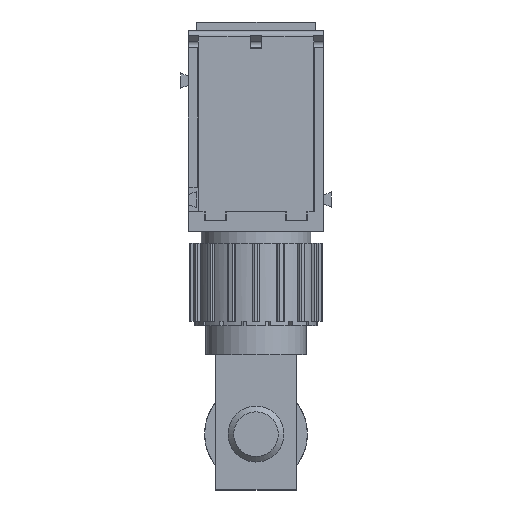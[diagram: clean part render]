
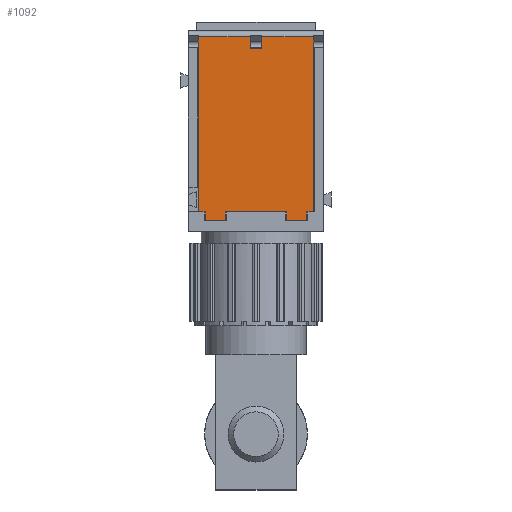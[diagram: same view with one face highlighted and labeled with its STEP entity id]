
A CAD part, front view. The second image highlights one B-rep face of the part: STEP entity #1092.
In plain terms, the highlighted planar face has unit normal (0, -1, 0).
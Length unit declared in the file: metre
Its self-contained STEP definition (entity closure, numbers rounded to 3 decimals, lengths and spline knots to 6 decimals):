
#1092=ADVANCED_FACE('',(#2278),#2279,.T.);
#2278=FACE_OUTER_BOUND('',#3547,.T.);
#2279=PLANE('',#3548);
#3547=EDGE_LOOP('',(#6974,#6975,#6976,#6977,#6978,#6979,#6980,#6981,#6982,#6983,#6984,#6985,#6986,#6987,#6988,#6989,#6990,#6991,#6992));
#3548=AXIS2_PLACEMENT_3D('',#6993,#6994,#6995);
#6974=ORIENTED_EDGE('',*,*,#7781,.T.);
#6975=ORIENTED_EDGE('',*,*,#9044,.T.);
#6976=ORIENTED_EDGE('',*,*,#9045,.T.);
#6977=ORIENTED_EDGE('',*,*,#9036,.T.);
#6978=ORIENTED_EDGE('',*,*,#9019,.F.);
#6979=ORIENTED_EDGE('',*,*,#9018,.F.);
#6980=ORIENTED_EDGE('',*,*,#9046,.F.);
#6981=ORIENTED_EDGE('',*,*,#9047,.T.);
#6982=ORIENTED_EDGE('',*,*,#9048,.F.);
#6983=ORIENTED_EDGE('',*,*,#9049,.F.);
#6984=ORIENTED_EDGE('',*,*,#7804,.F.);
#6985=ORIENTED_EDGE('',*,*,#9050,.T.);
#6986=ORIENTED_EDGE('',*,*,#7787,.F.);
#6987=ORIENTED_EDGE('',*,*,#7802,.F.);
#6988=ORIENTED_EDGE('',*,*,#9051,.F.);
#6989=ORIENTED_EDGE('',*,*,#9033,.T.);
#6990=ORIENTED_EDGE('',*,*,#9032,.T.);
#6991=ORIENTED_EDGE('',*,*,#9039,.T.);
#6992=ORIENTED_EDGE('',*,*,#9052,.F.);
#6993=CARTESIAN_POINT('',(-0.05375,-0.0075,-0.001901));
#6994=DIRECTION('',(0.,-1.0,0.));
#6995=DIRECTION('',(0.,0.,-1.0));
#7781=EDGE_CURVE('',#9379,#9377,#9380,.T.);
#7787=EDGE_CURVE('',#9388,#9383,#9390,.T.);
#7802=EDGE_CURVE('',#9415,#9388,#9417,.T.);
#7804=EDGE_CURVE('',#9419,#9420,#9421,.T.);
#9018=EDGE_CURVE('',#11248,#11250,#11251,.T.);
#9019=EDGE_CURVE('',#11250,#11252,#11253,.T.);
#9032=EDGE_CURVE('',#11268,#11266,#11269,.T.);
#9033=EDGE_CURVE('',#11270,#11268,#11271,.T.);
#9036=EDGE_CURVE('',#11274,#11252,#11275,.T.);
#9039=EDGE_CURVE('',#11266,#11277,#11279,.T.);
#9044=EDGE_CURVE('',#9377,#11284,#11285,.T.);
#9045=EDGE_CURVE('',#11284,#11274,#11286,.T.);
#9046=EDGE_CURVE('',#11287,#11248,#11288,.T.);
#9047=EDGE_CURVE('',#11287,#11289,#11290,.T.);
#9048=EDGE_CURVE('',#11291,#11289,#11292,.T.);
#9049=EDGE_CURVE('',#9420,#11291,#11293,.T.);
#9050=EDGE_CURVE('',#9419,#9383,#11294,.T.);
#9051=EDGE_CURVE('',#11270,#9415,#11295,.T.);
#9052=EDGE_CURVE('',#9379,#11277,#11296,.T.);
#9377=VERTEX_POINT('',#11792);
#9379=VERTEX_POINT('',#11795);
#9380=LINE('',#11796,#11797);
#9383=VERTEX_POINT('',#11801);
#9388=VERTEX_POINT('',#11808);
#9390=LINE('',#11811,#11812);
#9415=VERTEX_POINT('',#11846);
#9417=LINE('',#11849,#11850);
#9419=VERTEX_POINT('',#11852);
#9420=VERTEX_POINT('',#11853);
#9421=LINE('',#11854,#11855);
#11248=VERTEX_POINT('',#14368);
#11250=VERTEX_POINT('',#14371);
#11251=LINE('',#14372,#14373);
#11252=VERTEX_POINT('',#14374);
#11253=LINE('',#14375,#14376);
#11266=VERTEX_POINT('',#14395);
#11268=VERTEX_POINT('',#14397);
#11269=LINE('',#14398,#14399);
#11270=VERTEX_POINT('',#14400);
#11271=LINE('',#14401,#14402);
#11274=VERTEX_POINT('',#14406);
#11275=LINE('',#14407,#14408);
#11277=VERTEX_POINT('',#14410);
#11279=LINE('',#14412,#14413);
#11284=VERTEX_POINT('',#14420);
#11285=LINE('',#14421,#14422);
#11286=LINE('',#14423,#14424);
#11287=VERTEX_POINT('',#14425);
#11288=LINE('',#14426,#14427);
#11289=VERTEX_POINT('',#14428);
#11290=LINE('',#14429,#14430);
#11291=VERTEX_POINT('',#14431);
#11292=LINE('',#14432,#14433);
#11293=LINE('',#14434,#14435);
#11294=LINE('',#14436,#14437);
#11295=LINE('',#14438,#14439);
#11296=LINE('',#14440,#14441);
#11792=CARTESIAN_POINT('',(-0.05375,-0.0075,-0.002402));
#11795=CARTESIAN_POINT('',(-0.05275,-0.0075,-0.002402));
#11796=CARTESIAN_POINT('',(-0.0472,-0.0075,-0.002402));
#11797=VECTOR('',#14795,1.0);
#11801=CARTESIAN_POINT('',(-0.0505,-0.0075,-0.017799));
#11808=CARTESIAN_POINT('',(-0.0487,-0.0075,-0.017799));
#11811=CARTESIAN_POINT('',(-0.0472,-0.0075,-0.017799));
#11812=VECTOR('',#14800,1.0);
#11846=CARTESIAN_POINT('',(-0.0487,-0.0075,-0.017));
#11849=CARTESIAN_POINT('',(-0.0487,-0.0075,-0.001799));
#11850=VECTOR('',#14817,1.0);
#11852=CARTESIAN_POINT('',(-0.0505,-0.0075,-0.017));
#11853=CARTESIAN_POINT('',(-0.056,-0.0075,-0.017));
#11854=CARTESIAN_POINT('',(-0.0472,-0.0075,-0.017));
#11855=VECTOR('',#14818,1.0);
#14368=CARTESIAN_POINT('',(-0.0584,-0.0075,-0.017));
#14371=CARTESIAN_POINT('',(-0.0584,-0.0075,-0.001901));
#14372=CARTESIAN_POINT('',(-0.0584,-0.0075,-0.001799));
#14373=VECTOR('',#16172,1.0);
#14374=CARTESIAN_POINT('',(-0.0584,-0.0075,-0.0013));
#14375=CARTESIAN_POINT('',(-0.0584,-0.0075,-0.001901));
#14376=VECTOR('',#16173,1.0);
#14395=CARTESIAN_POINT('',(-0.0481,-0.0075,-0.0013));
#14397=CARTESIAN_POINT('',(-0.0481,-0.0075,-0.001901));
#14398=CARTESIAN_POINT('',(-0.0481,-0.0075,-0.001901));
#14399=VECTOR('',#16189,1.0);
#14400=CARTESIAN_POINT('',(-0.0481,-0.0075,-0.017));
#14401=CARTESIAN_POINT('',(-0.0481,-0.0075,-0.001799));
#14402=VECTOR('',#16190,1.0);
#14406=CARTESIAN_POINT('',(-0.05375,-0.0075,-0.0013));
#14407=CARTESIAN_POINT('',(-0.05375,-0.0075,-0.0013));
#14408=VECTOR('',#16192,1.0);
#14410=CARTESIAN_POINT('',(-0.05275,-0.0075,-0.0013));
#14412=CARTESIAN_POINT('',(-0.05375,-0.0075,-0.0013));
#14413=VECTOR('',#16199,1.0);
#14420=CARTESIAN_POINT('',(-0.05375,-0.0075,-0.001901));
#14421=CARTESIAN_POINT('',(-0.05375,-0.0075,-0.001799));
#14422=VECTOR('',#16202,1.0);
#14423=CARTESIAN_POINT('',(-0.05375,-0.0075,-0.001901));
#14424=VECTOR('',#16203,1.0);
#14425=CARTESIAN_POINT('',(-0.0578,-0.0075,-0.017));
#14426=CARTESIAN_POINT('',(-0.0472,-0.0075,-0.017));
#14427=VECTOR('',#16204,1.0);
#14428=CARTESIAN_POINT('',(-0.0578,-0.0075,-0.017799));
#14429=CARTESIAN_POINT('',(-0.0578,-0.0075,-0.001799));
#14430=VECTOR('',#16205,1.0);
#14431=CARTESIAN_POINT('',(-0.056,-0.0075,-0.017799));
#14432=CARTESIAN_POINT('',(-0.0472,-0.0075,-0.017799));
#14433=VECTOR('',#16206,1.0);
#14434=CARTESIAN_POINT('',(-0.056,-0.0075,-0.001799));
#14435=VECTOR('',#16207,1.0);
#14436=CARTESIAN_POINT('',(-0.0505,-0.0075,-0.001799));
#14437=VECTOR('',#16208,1.0);
#14438=CARTESIAN_POINT('',(-0.0472,-0.0075,-0.017));
#14439=VECTOR('',#16209,1.0);
#14440=CARTESIAN_POINT('',(-0.05275,-0.0075,-0.001901));
#14441=VECTOR('',#16210,1.0);
#14795=DIRECTION('',(-1.0,0.,0.));
#14800=DIRECTION('',(-1.0,0.,0.));
#14817=DIRECTION('',(0.,0.,-1.));
#14818=DIRECTION('',(-1.0,0.,0.));
#16172=DIRECTION('',(0.,0.,1.));
#16173=DIRECTION('',(0.,0.,1.0));
#16189=DIRECTION('',(0.,0.,1.0));
#16190=DIRECTION('',(0.,0.,1.));
#16192=DIRECTION('',(-1.0,0.,0.));
#16199=DIRECTION('',(-1.0,0.,0.));
#16202=DIRECTION('',(0.,0.,1.));
#16203=DIRECTION('',(0.,0.,1.0));
#16204=DIRECTION('',(-1.0,0.,0.));
#16205=DIRECTION('',(0.,0.,-1.));
#16206=DIRECTION('',(-1.0,0.,0.));
#16207=DIRECTION('',(0.,0.,-1.));
#16208=DIRECTION('',(0.,0.,-1.));
#16209=DIRECTION('',(-1.0,0.,0.));
#16210=DIRECTION('',(0.,0.,1.0));
